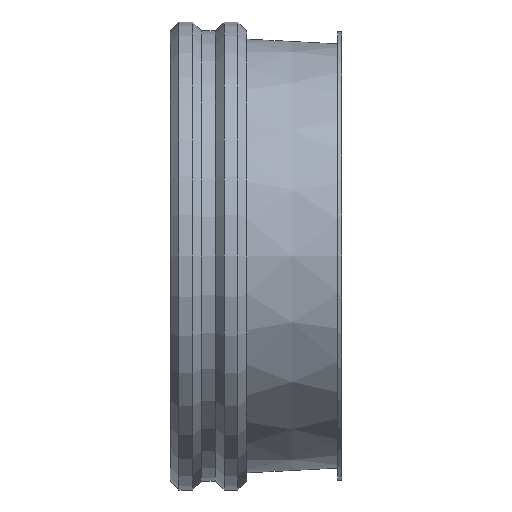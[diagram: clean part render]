
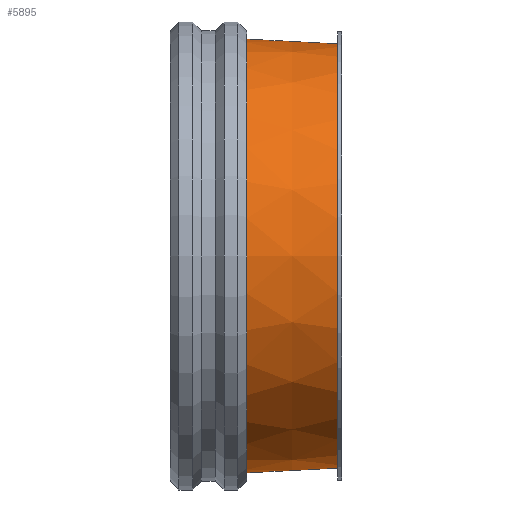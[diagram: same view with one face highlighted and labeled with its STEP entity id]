
A CAD part, left-side view. The second image highlights one B-rep face of the part: STEP entity #5895.
In plain terms, the highlighted conical face has half-angle 3 degrees and reference radius 103.36 mm.
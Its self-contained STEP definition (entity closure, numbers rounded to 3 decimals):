
#25=CONICAL_SURFACE('',#6281,103.36,0.052);
#854=LINE('',#14440,#1285);
#1285=VECTOR('',#7458,103.36);
#1688=FACE_OUTER_BOUND('',#2053,.T.);
#2053=EDGE_LOOP('',(#5421,#5422,#5423,#5424));
#2055=CIRCLE('',#5912,102.417);
#2235=CIRCLE('',#6280,104.722);
#2237=VERTEX_POINT('',#7463);
#2811=VERTEX_POINT('',#14437);
#2813=EDGE_CURVE('',#2237,#2237,#2055,.T.);
#3681=EDGE_CURVE('',#2811,#2811,#2235,.T.);
#3682=EDGE_CURVE('',#2811,#2237,#854,.T.);
#5421=ORIENTED_EDGE('',*,*,#3681,.T.);
#5422=ORIENTED_EDGE('',*,*,#3682,.T.);
#5423=ORIENTED_EDGE('',*,*,#2813,.T.);
#5424=ORIENTED_EDGE('',*,*,#3682,.F.);
#5895=ADVANCED_FACE('',(#1688),#25,.T.);
#5912=AXIS2_PLACEMENT_3D('',#7464,#6288,#6289);
#6280=AXIS2_PLACEMENT_3D('',#14438,#7454,#7455);
#6281=AXIS2_PLACEMENT_3D('',#14439,#7456,#7457);
#6288=DIRECTION('center_axis',(0.,1.,0.));
#6289=DIRECTION('ref_axis',(1.,0.,0.));
#7454=DIRECTION('center_axis',(0.,-1.,0.));
#7455=DIRECTION('ref_axis',(1.,0.,0.));
#7456=DIRECTION('center_axis',(0.,1.,0.));
#7457=DIRECTION('ref_axis',(1.,0.,0.));
#7458=DIRECTION('',(0.052,-0.999,0.));
#7463=CARTESIAN_POINT('',(-102.417,8.,0.));
#7464=CARTESIAN_POINT('Origin',(0.,8.,0.));
#14437=CARTESIAN_POINT('',(-104.722,52.,0.));
#14438=CARTESIAN_POINT('Origin',(0.,52.,0.));
#14439=CARTESIAN_POINT('Origin',(0.,26.,0.));
#14440=CARTESIAN_POINT('',(-103.36,26.,0.));
